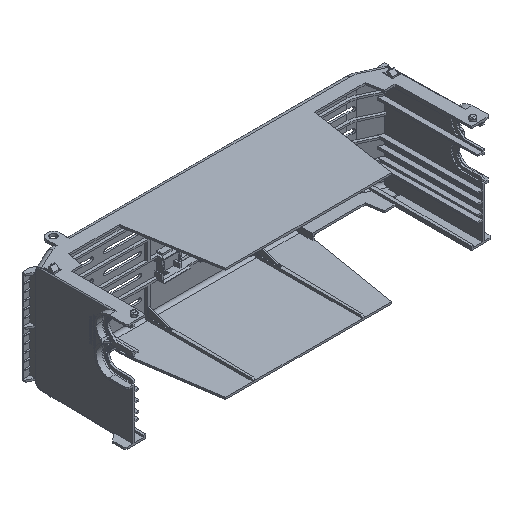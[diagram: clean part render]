
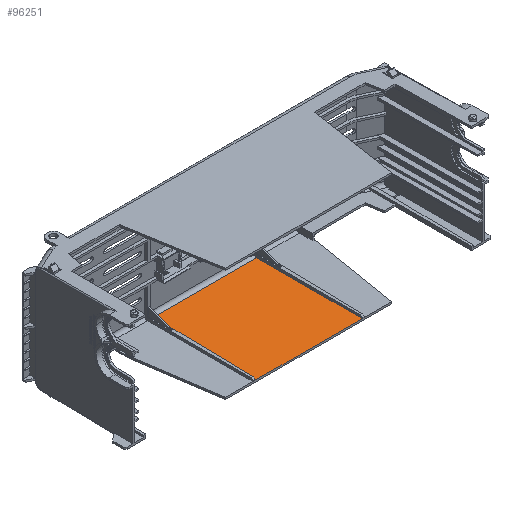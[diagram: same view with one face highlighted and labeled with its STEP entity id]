
A CAD part, isometric view. The second image highlights one B-rep face of the part: STEP entity #96251.
In plain terms, the highlighted planar face has unit normal (0, -0.009, 1).
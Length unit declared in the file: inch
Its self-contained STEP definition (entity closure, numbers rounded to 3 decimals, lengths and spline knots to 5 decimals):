
#1142 = DIRECTION ( 'NONE',  ( 0.009, 1., 0.009 ) ) ;
#1379 = DIRECTION ( 'NONE',  ( 0.009, -1., -0.009 ) ) ;
#3860 = VERTEX_POINT ( 'NONE', #31833 ) ;
#4156 = EDGE_CURVE ( 'NONE', #3860, #84410, #4463, .T. ) ;
#4463 = LINE ( 'NONE', #51156, #58893 ) ;
#8862 = ORIENTED_EDGE ( 'NONE', *, *, #55577, .F. ) ;
#9155 = LINE ( 'NONE', #10334, #103366 ) ;
#10334 = CARTESIAN_POINT ( 'NONE',  ( -2.20408, 0., -2.38905 ) ) ;
#20374 = ORIENTED_EDGE ( 'NONE', *, *, #56883, .F. ) ;
#25304 = ORIENTED_EDGE ( 'NONE', *, *, #4156, .F. ) ;
#26135 = LINE ( 'NONE', #37041, #60642 ) ;
#26416 = VECTOR ( 'NONE', #32147, 39.37008 ) ;
#28852 = DIRECTION ( 'NONE',  ( 1., 0., 0. ) ) ;
#29088 = ORIENTED_EDGE ( 'NONE', *, *, #42546, .T. ) ;
#31833 = CARTESIAN_POINT ( 'NONE',  ( 2.16655, 4.30042, -2.35152 ) ) ;
#32147 = DIRECTION ( 'NONE',  ( 1., 0., 0. ) ) ;
#32509 = CARTESIAN_POINT ( 'NONE',  ( -6.00984, 4.51506, -2.34965 ) ) ;
#37041 = CARTESIAN_POINT ( 'NONE',  ( -7.18819, 0., -2.38905 ) ) ;
#41026 = LINE ( 'NONE', #48150, #26416 ) ;
#42546 = EDGE_CURVE ( 'NONE', #95124, #84410, #26135, .T. ) ;
#47473 = FACE_OUTER_BOUND ( 'NONE', #80840, .T. ) ;
#48150 = CARTESIAN_POINT ( 'NONE',  ( -6.00984, 4.30042, -2.35152 ) ) ;
#51156 = CARTESIAN_POINT ( 'NONE',  ( 2.16655, 4.30042, -2.35152 ) ) ;
#55577 = EDGE_CURVE ( 'NONE', #78656, #3860, #41026, .T. ) ;
#56358 = CARTESIAN_POINT ( 'NONE',  ( -2.16655, 4.30042, -2.35152 ) ) ;
#56847 = CARTESIAN_POINT ( 'NONE',  ( 2.20408, 0., -2.38905 ) ) ;
#56883 = EDGE_CURVE ( 'NONE', #95124, #78656, #9155, .T. ) ;
#58893 = VECTOR ( 'NONE', #1379, 39.37008 ) ;
#60642 = VECTOR ( 'NONE', #28852, 39.37008 ) ;
#69059 = AXIS2_PLACEMENT_3D ( 'NONE', #32509, #99978, #74791 ) ;
#74791 = DIRECTION ( 'NONE',  ( 0., 1., 0.009 ) ) ;
#78656 = VERTEX_POINT ( 'NONE', #56358 ) ;
#80840 = EDGE_LOOP ( 'NONE', ( #8862, #20374, #29088, #25304 ) ) ;
#82214 = PLANE ( 'NONE',  #69059 ) ;
#84410 = VERTEX_POINT ( 'NONE', #56847 ) ;
#95124 = VERTEX_POINT ( 'NONE', #97250 ) ;
#96251 = ADVANCED_FACE ( 'NONE', ( #47473 ), #82214, .F. ) ;
#97250 = CARTESIAN_POINT ( 'NONE',  ( -2.20408, 0., -2.38905 ) ) ;
#99978 = DIRECTION ( 'NONE',  ( 0., 0.009, -1. ) ) ;
#103366 = VECTOR ( 'NONE', #1142, 39.37008 ) ;
